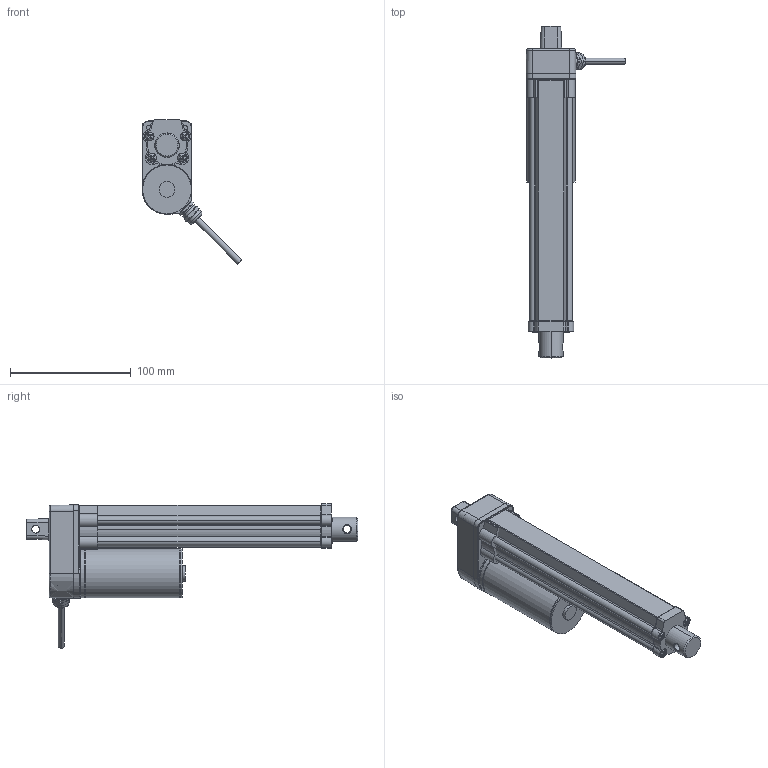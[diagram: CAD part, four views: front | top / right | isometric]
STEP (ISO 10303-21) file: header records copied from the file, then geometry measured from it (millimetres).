
FILE_DESCRIPTION (( 'STEP AP214' ), '1' );
FILE_NAME ('PA-01-6.STEP', '2023-03-07T22:31:43', ( '' ), ( '' ), 'SwSTEP 2.0', 'SolidWorks 2018', '' );
FILE_SCHEMA (( 'AUTOMOTIVE_DESIGN' ));
Length unit declared in the file: inch
Products named in the file (1): PA-01-6
Bounding box: 82.44 x 274.4 x 119.37 mm (x, y, z)
Volume: 448383.6 mm3; surface area: 101078.4 mm2
Topology: 18 solids, 19 shells, 737 faces, 1870 edges, 1207 vertices
Faces by surface type: cylinder 324, plane 285, bspline 45, cone 40, torus 27, sphere 16
Entity records: 36755 total; most frequent: CARTESIAN_POINT 8957, DIRECTION 3878, ORIENTED_EDGE 3736, EDGE_CURVE 1868, AXIS2_PLACEMENT_3D 1531, VERTEX_POINT 1207, CIRCLE 838, VECTOR 816
